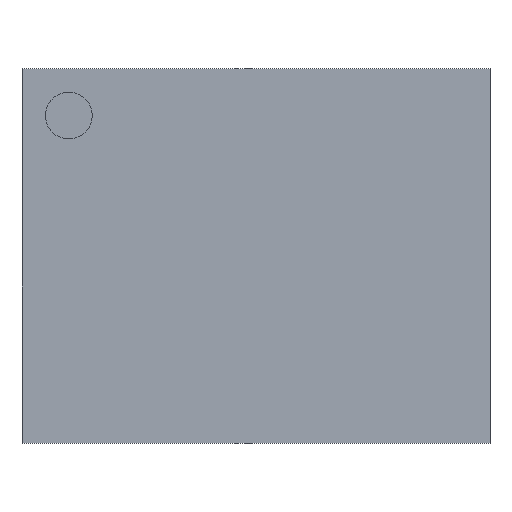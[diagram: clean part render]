
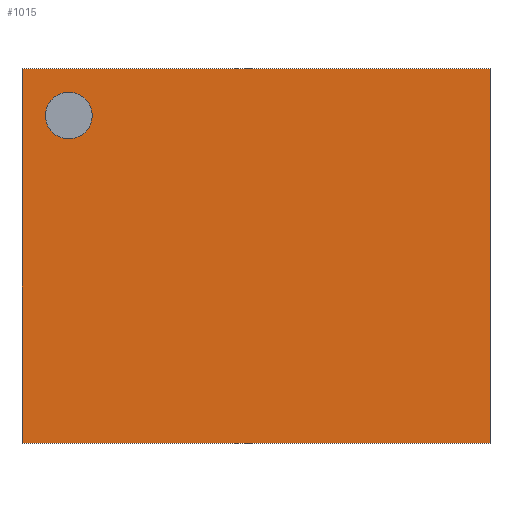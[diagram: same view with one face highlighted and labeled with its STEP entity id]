
A CAD part, top view. The second image highlights one B-rep face of the part: STEP entity #1015.
In plain terms, the highlighted planar face has unit normal (0, 0, 1).
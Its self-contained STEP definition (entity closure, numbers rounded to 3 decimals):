
#826 = VERTEX_POINT('',#827);
#827 = CARTESIAN_POINT('',(-5.,-4.,1.2));
#834 = PLANE('',#835);
#835 = AXIS2_PLACEMENT_3D('',#836,#837,#838);
#836 = CARTESIAN_POINT('',(-5.,-4.,0.41));
#837 = DIRECTION('',(1.,0.,0.));
#838 = DIRECTION('',(0.,0.,1.));
#846 = PLANE('',#847);
#847 = AXIS2_PLACEMENT_3D('',#848,#849,#850);
#848 = CARTESIAN_POINT('',(-5.,-4.,0.41));
#849 = DIRECTION('',(0.,1.,0.));
#850 = DIRECTION('',(0.,0.,1.));
#887 = VERTEX_POINT('',#888);
#888 = CARTESIAN_POINT('',(-5.,4.,1.2));
#902 = PLANE('',#903);
#903 = AXIS2_PLACEMENT_3D('',#904,#905,#906);
#904 = CARTESIAN_POINT('',(-5.,4.,0.41));
#905 = DIRECTION('',(0.,1.,0.));
#906 = DIRECTION('',(0.,0.,1.));
#914 = EDGE_CURVE('',#826,#887,#915,.T.);
#915 = SURFACE_CURVE('',#916,(#920,#927),.PCURVE_S1.);
#916 = LINE('',#917,#918);
#917 = CARTESIAN_POINT('',(-5.,-4.,1.2));
#918 = VECTOR('',#919,1.);
#919 = DIRECTION('',(0.,1.,0.));
#920 = PCURVE('',#834,#921);
#921 = DEFINITIONAL_REPRESENTATION('',(#922),#926);
#922 = LINE('',#923,#924);
#923 = CARTESIAN_POINT('',(0.79,0.));
#924 = VECTOR('',#925,1.);
#925 = DIRECTION('',(0.,-1.));
#926 = ( GEOMETRIC_REPRESENTATION_CONTEXT(2) 
PARAMETRIC_REPRESENTATION_CONTEXT() REPRESENTATION_CONTEXT('2D SPACE',''
  ) );
#927 = PCURVE('',#928,#933);
#928 = PLANE('',#929);
#929 = AXIS2_PLACEMENT_3D('',#930,#931,#932);
#930 = CARTESIAN_POINT('',(-5.,-4.,1.2));
#931 = DIRECTION('',(0.,0.,1.));
#932 = DIRECTION('',(1.,0.,0.));
#933 = DEFINITIONAL_REPRESENTATION('',(#934),#938);
#934 = LINE('',#935,#936);
#935 = CARTESIAN_POINT('',(0.,0.));
#936 = VECTOR('',#937,1.);
#937 = DIRECTION('',(0.,1.));
#938 = ( GEOMETRIC_REPRESENTATION_CONTEXT(2) 
PARAMETRIC_REPRESENTATION_CONTEXT() REPRESENTATION_CONTEXT('2D SPACE',''
  ) );
#967 = EDGE_CURVE('',#826,#968,#970,.T.);
#968 = VERTEX_POINT('',#969);
#969 = CARTESIAN_POINT('',(5.,-4.,1.2));
#970 = SURFACE_CURVE('',#971,(#975,#982),.PCURVE_S1.);
#971 = LINE('',#972,#973);
#972 = CARTESIAN_POINT('',(-5.,-4.,1.2));
#973 = VECTOR('',#974,1.);
#974 = DIRECTION('',(1.,0.,0.));
#975 = PCURVE('',#846,#976);
#976 = DEFINITIONAL_REPRESENTATION('',(#977),#981);
#977 = LINE('',#978,#979);
#978 = CARTESIAN_POINT('',(0.79,0.));
#979 = VECTOR('',#980,1.);
#980 = DIRECTION('',(0.,1.));
#981 = ( GEOMETRIC_REPRESENTATION_CONTEXT(2) 
PARAMETRIC_REPRESENTATION_CONTEXT() REPRESENTATION_CONTEXT('2D SPACE',''
  ) );
#982 = PCURVE('',#928,#983);
#983 = DEFINITIONAL_REPRESENTATION('',(#984),#988);
#984 = LINE('',#985,#986);
#985 = CARTESIAN_POINT('',(0.,0.));
#986 = VECTOR('',#987,1.);
#987 = DIRECTION('',(1.,0.));
#988 = ( GEOMETRIC_REPRESENTATION_CONTEXT(2) 
PARAMETRIC_REPRESENTATION_CONTEXT() REPRESENTATION_CONTEXT('2D SPACE',''
  ) );
#1004 = PLANE('',#1005);
#1005 = AXIS2_PLACEMENT_3D('',#1006,#1007,#1008);
#1006 = CARTESIAN_POINT('',(5.,-4.,0.41));
#1007 = DIRECTION('',(1.,0.,0.));
#1008 = DIRECTION('',(0.,0.,1.));
#1015 = ADVANCED_FACE('',(#1016,#1064),#928,.T.);
#1016 = FACE_BOUND('',#1017,.T.);
#1017 = EDGE_LOOP('',(#1018,#1019,#1020,#1043));
#1018 = ORIENTED_EDGE('',*,*,#914,.F.);
#1019 = ORIENTED_EDGE('',*,*,#967,.T.);
#1020 = ORIENTED_EDGE('',*,*,#1021,.T.);
#1021 = EDGE_CURVE('',#968,#1022,#1024,.T.);
#1022 = VERTEX_POINT('',#1023);
#1023 = CARTESIAN_POINT('',(5.,4.,1.2));
#1024 = SURFACE_CURVE('',#1025,(#1029,#1036),.PCURVE_S1.);
#1025 = LINE('',#1026,#1027);
#1026 = CARTESIAN_POINT('',(5.,-4.,1.2));
#1027 = VECTOR('',#1028,1.);
#1028 = DIRECTION('',(0.,1.,0.));
#1029 = PCURVE('',#928,#1030);
#1030 = DEFINITIONAL_REPRESENTATION('',(#1031),#1035);
#1031 = LINE('',#1032,#1033);
#1032 = CARTESIAN_POINT('',(10.,0.));
#1033 = VECTOR('',#1034,1.);
#1034 = DIRECTION('',(0.,1.));
#1035 = ( GEOMETRIC_REPRESENTATION_CONTEXT(2) 
PARAMETRIC_REPRESENTATION_CONTEXT() REPRESENTATION_CONTEXT('2D SPACE',''
  ) );
#1036 = PCURVE('',#1004,#1037);
#1037 = DEFINITIONAL_REPRESENTATION('',(#1038),#1042);
#1038 = LINE('',#1039,#1040);
#1039 = CARTESIAN_POINT('',(0.79,0.));
#1040 = VECTOR('',#1041,1.);
#1041 = DIRECTION('',(0.,-1.));
#1042 = ( GEOMETRIC_REPRESENTATION_CONTEXT(2) 
PARAMETRIC_REPRESENTATION_CONTEXT() REPRESENTATION_CONTEXT('2D SPACE',''
  ) );
#1043 = ORIENTED_EDGE('',*,*,#1044,.F.);
#1044 = EDGE_CURVE('',#887,#1022,#1045,.T.);
#1045 = SURFACE_CURVE('',#1046,(#1050,#1057),.PCURVE_S1.);
#1046 = LINE('',#1047,#1048);
#1047 = CARTESIAN_POINT('',(-5.,4.,1.2));
#1048 = VECTOR('',#1049,1.);
#1049 = DIRECTION('',(1.,0.,0.));
#1050 = PCURVE('',#928,#1051);
#1051 = DEFINITIONAL_REPRESENTATION('',(#1052),#1056);
#1052 = LINE('',#1053,#1054);
#1053 = CARTESIAN_POINT('',(0.,8.));
#1054 = VECTOR('',#1055,1.);
#1055 = DIRECTION('',(1.,0.));
#1056 = ( GEOMETRIC_REPRESENTATION_CONTEXT(2) 
PARAMETRIC_REPRESENTATION_CONTEXT() REPRESENTATION_CONTEXT('2D SPACE',''
  ) );
#1057 = PCURVE('',#902,#1058);
#1058 = DEFINITIONAL_REPRESENTATION('',(#1059),#1063);
#1059 = LINE('',#1060,#1061);
#1060 = CARTESIAN_POINT('',(0.79,0.));
#1061 = VECTOR('',#1062,1.);
#1062 = DIRECTION('',(0.,1.));
#1063 = ( GEOMETRIC_REPRESENTATION_CONTEXT(2) 
PARAMETRIC_REPRESENTATION_CONTEXT() REPRESENTATION_CONTEXT('2D SPACE',''
  ) );
#1064 = FACE_BOUND('',#1065,.T.);
#1065 = EDGE_LOOP('',(#1066));
#1066 = ORIENTED_EDGE('',*,*,#1067,.F.);
#1067 = EDGE_CURVE('',#1068,#1068,#1070,.T.);
#1068 = VERTEX_POINT('',#1069);
#1069 = CARTESIAN_POINT('',(-3.5,3.,1.2));
#1070 = SURFACE_CURVE('',#1071,(#1076,#1083),.PCURVE_S1.);
#1071 = CIRCLE('',#1072,0.5);
#1072 = AXIS2_PLACEMENT_3D('',#1073,#1074,#1075);
#1073 = CARTESIAN_POINT('',(-4.,3.,1.2));
#1074 = DIRECTION('',(0.,0.,1.));
#1075 = DIRECTION('',(1.,0.,0.));
#1076 = PCURVE('',#928,#1077);
#1077 = DEFINITIONAL_REPRESENTATION('',(#1078),#1082);
#1078 = CIRCLE('',#1079,0.5);
#1079 = AXIS2_PLACEMENT_2D('',#1080,#1081);
#1080 = CARTESIAN_POINT('',(1.,7.));
#1081 = DIRECTION('',(1.,0.));
#1082 = ( GEOMETRIC_REPRESENTATION_CONTEXT(2) 
PARAMETRIC_REPRESENTATION_CONTEXT() REPRESENTATION_CONTEXT('2D SPACE',''
  ) );
#1083 = PCURVE('',#1084,#1089);
#1084 = CYLINDRICAL_SURFACE('',#1085,0.5);
#1085 = AXIS2_PLACEMENT_3D('',#1086,#1087,#1088);
#1086 = CARTESIAN_POINT('',(-4.,3.,1.08));
#1087 = DIRECTION('',(0.,0.,1.));
#1088 = DIRECTION('',(1.,0.,0.));
#1089 = DEFINITIONAL_REPRESENTATION('',(#1090),#1094);
#1090 = LINE('',#1091,#1092);
#1091 = CARTESIAN_POINT('',(0.,0.12));
#1092 = VECTOR('',#1093,1.);
#1093 = DIRECTION('',(1.,0.));
#1094 = ( GEOMETRIC_REPRESENTATION_CONTEXT(2) 
PARAMETRIC_REPRESENTATION_CONTEXT() REPRESENTATION_CONTEXT('2D SPACE',''
  ) );
